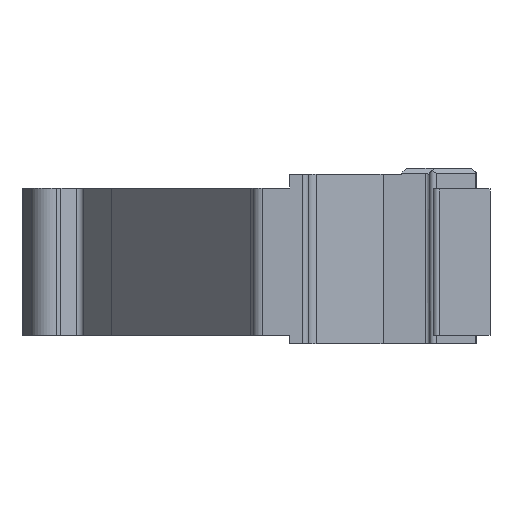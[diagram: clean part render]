
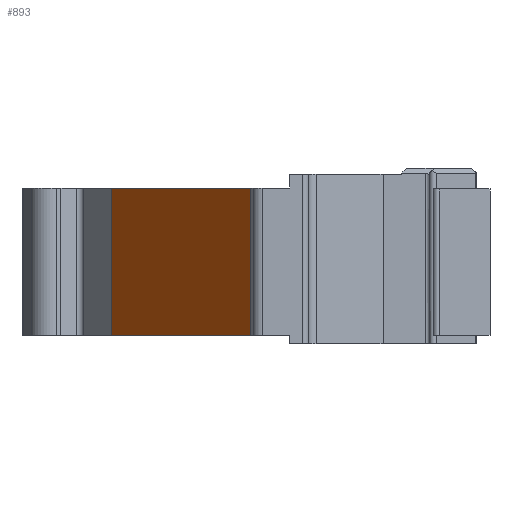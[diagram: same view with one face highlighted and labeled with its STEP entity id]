
A CAD part, front view. The second image highlights one B-rep face of the part: STEP entity #893.
In plain terms, the highlighted planar face has unit normal (-0.98, -0.198, 0).
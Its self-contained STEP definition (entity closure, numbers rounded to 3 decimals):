
#893=ADVANCED_FACE('',(#1550),#1204,.T.);
#1204=PLANE('',#8840);
#1550=FACE_OUTER_BOUND('',#1965,.T.);
#1965=EDGE_LOOP('',(#3435,#3436,#3437,#3438));
#3435=ORIENTED_EDGE('',*,*,#6287,.F.);
#3436=ORIENTED_EDGE('',*,*,#6286,.F.);
#3437=ORIENTED_EDGE('',*,*,#6288,.F.);
#3438=ORIENTED_EDGE('',*,*,#6289,.F.);
#5205=VERTEX_POINT('',#13316);
#5207=VERTEX_POINT('',#13320);
#5208=VERTEX_POINT('',#13324);
#5209=VERTEX_POINT('',#13326);
#6286=EDGE_CURVE('',#5207,#5205,#7257,.T.);
#6287=EDGE_CURVE('',#5205,#5208,#7258,.T.);
#6288=EDGE_CURVE('',#5209,#5207,#7259,.T.);
#6289=EDGE_CURVE('',#5208,#5209,#7260,.T.);
#7257=LINE('',#13321,#8125);
#7258=LINE('',#13323,#8126);
#7259=LINE('',#13325,#8127);
#7260=LINE('',#13327,#8128);
#8125=VECTOR('',#10785,1.);
#8126=VECTOR('',#10788,1.);
#8127=VECTOR('',#10789,1.);
#8128=VECTOR('',#10790,1.);
#8840=AXIS2_PLACEMENT_3D('',#13328,#10791,#10792);
#10785=DIRECTION('',(0.,0.,-1.));
#10788=DIRECTION('',(-0.198,0.98,0.));
#10789=DIRECTION('',(0.198,-0.98,0.));
#10790=DIRECTION('',(0.,0.,1.));
#10791=DIRECTION('',(-0.98,-0.198,0.));
#10792=DIRECTION('',(0.,0.,-1.));
#13316=CARTESIAN_POINT('',(-8.209,-59.583,0.441));
#13320=CARTESIAN_POINT('',(-8.209,-59.583,8.46));
#13321=CARTESIAN_POINT('',(-8.209,-59.583,0.391));
#13323=CARTESIAN_POINT('',(-12.141,-40.1,0.441));
#13324=CARTESIAN_POINT('',(-15.791,-22.022,0.441));
#13325=CARTESIAN_POINT('',(-12.141,-40.1,8.46));
#13326=CARTESIAN_POINT('',(-15.791,-22.022,8.46));
#13327=CARTESIAN_POINT('',(-15.791,-22.022,0.441));
#13328=CARTESIAN_POINT('',(-12.141,-40.1,0.441));
